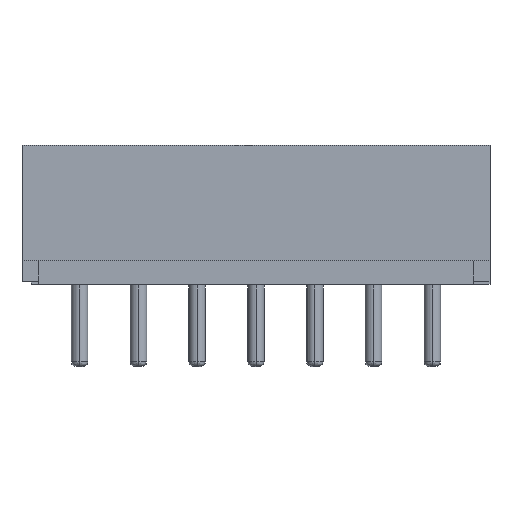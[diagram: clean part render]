
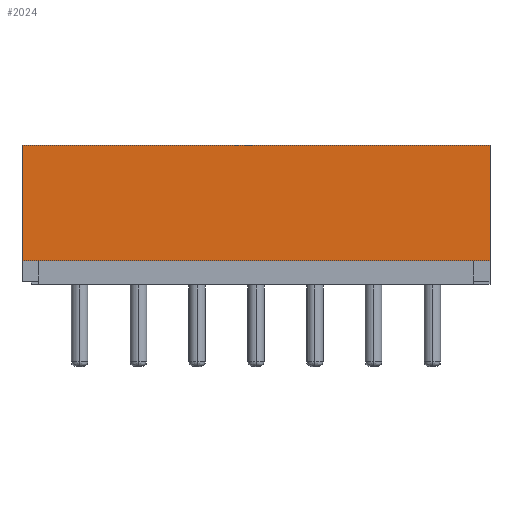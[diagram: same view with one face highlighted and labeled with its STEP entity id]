
A CAD part, top view. The second image highlights one B-rep face of the part: STEP entity #2024.
In plain terms, the highlighted planar face has unit normal (0, 0, 1).
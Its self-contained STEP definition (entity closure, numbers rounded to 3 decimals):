
#61=DIRECTION('',(0.,1.,0.));
#62=VECTOR('',#61,4.9);
#63=CARTESIAN_POINT('',(9.95,-1.95,2.47));
#64=LINE('',#63,#62);
#109=DIRECTION('',(1.,0.,0.));
#110=VECTOR('',#109,19.9);
#111=CARTESIAN_POINT('',(-9.95,2.95,2.47));
#112=LINE('',#111,#110);
#205=DIRECTION('',(0.,1.,0.));
#206=VECTOR('',#205,4.9);
#207=CARTESIAN_POINT('',(-9.95,-1.95,2.47));
#208=LINE('',#207,#206);
#213=DIRECTION('',(1.,0.,0.));
#214=VECTOR('',#213,19.9);
#215=CARTESIAN_POINT('',(-9.95,-1.95,2.47));
#216=LINE('',#215,#214);
#1385=CARTESIAN_POINT('',(-9.95,2.95,2.47));
#1386=CARTESIAN_POINT('',(9.95,2.95,2.47));
#1387=VERTEX_POINT('',#1385);
#1388=VERTEX_POINT('',#1386);
#1423=CARTESIAN_POINT('',(9.95,-1.95,2.47));
#1424=VERTEX_POINT('',#1423);
#1457=CARTESIAN_POINT('',(-9.95,-1.95,2.47));
#1458=VERTEX_POINT('',#1457);
#2012=CARTESIAN_POINT('',(-9.95,-2.95,2.47));
#2013=DIRECTION('',(0.,0.,1.));
#2014=DIRECTION('',(1.,0.,0.));
#2015=AXIS2_PLACEMENT_3D('',#2012,#2013,#2014);
#2016=PLANE('',#2015);
#2018=ORIENTED_EDGE('',*,*,#2017,.F.);
#2019=ORIENTED_EDGE('',*,*,#1983,.T.);
#2020=ORIENTED_EDGE('',*,*,#1923,.T.);
#2021=ORIENTED_EDGE('',*,*,#1863,.F.);
#2022=EDGE_LOOP('',(#2018,#2019,#2020,#2021));
#2023=FACE_OUTER_BOUND('',#2022,.F.);
#2024=ADVANCED_FACE('',(#2023),#2016,.T.);
#1863=EDGE_CURVE('',#1424,#1388,#64,.T.);
#1923=EDGE_CURVE('',#1387,#1388,#112,.T.);
#1983=EDGE_CURVE('',#1458,#1387,#208,.T.);
#2017=EDGE_CURVE('',#1458,#1424,#216,.T.);
